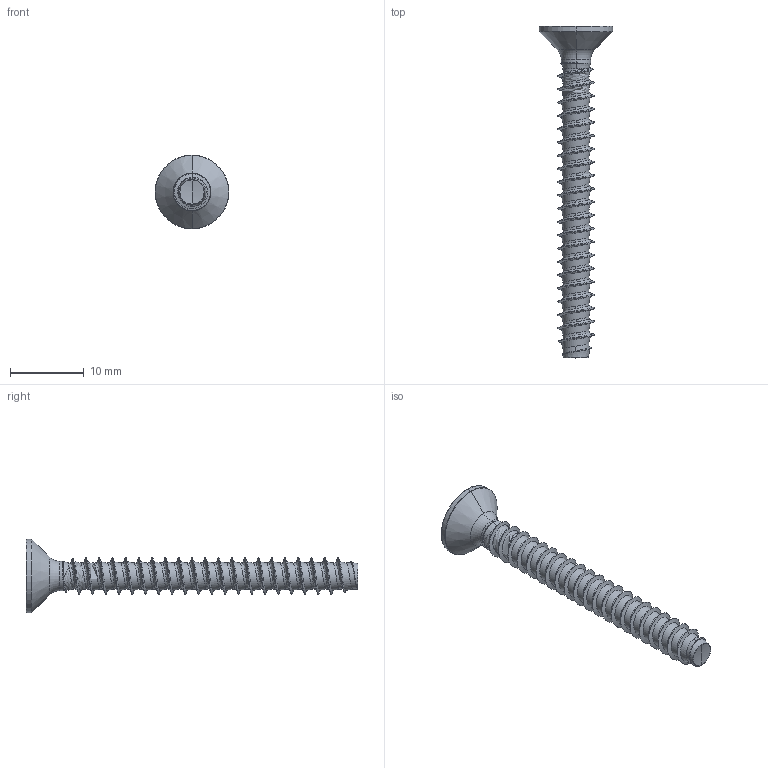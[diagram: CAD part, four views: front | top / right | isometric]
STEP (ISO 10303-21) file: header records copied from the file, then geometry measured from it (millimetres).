
FILE_DESCRIPTION (( 'STEP AP203' ), '1' );
FILE_NAME ('STP330500450.STEP', '2017-08-15T16:44:28', ( '' ), ( '' ), 'SwSTEP 2.0', 'SolidWorks 2015', '' );
FILE_SCHEMA (( 'CONFIG_CONTROL_DESIGN' ));
Length unit declared in the file: millimetre
Products named in the file (1): STP330500450
Bounding box: 10 x 45 x 10 mm (x, y, z)
Volume: 648.3 mm3; surface area: 990.8 mm2
Topology: 1 solids, 1 shells, 206 faces, 487 edges, 283 vertices
Faces by surface type: cylinder 90, bspline 51, sphere 26, plane 22, cone 11, torus 6
Entity records: 37881 total; most frequent: CARTESIAN_POINT 33672, ORIENTED_EDGE 970, DIRECTION 737, EDGE_CURVE 485, AXIS2_PLACEMENT_3D 296, VERTEX_POINT 283, EDGE_LOOP 208, ADVANCED_FACE 206
